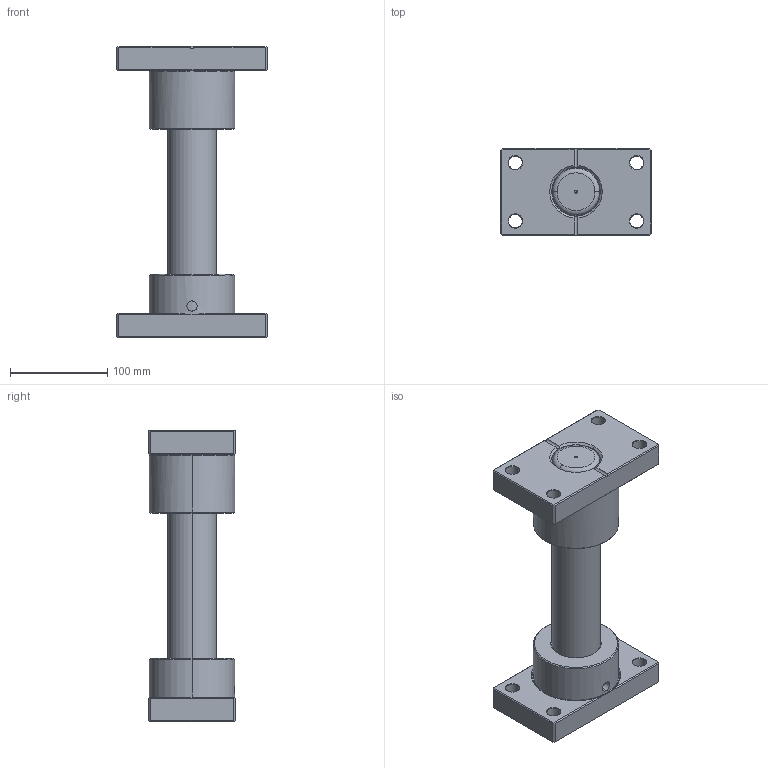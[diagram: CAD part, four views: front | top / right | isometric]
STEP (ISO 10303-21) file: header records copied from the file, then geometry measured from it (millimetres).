
FILE_DESCRIPTION (( 'STEP AP214' ), '1' );
FILE_NAME ('HY-D50-L300.STEP', '2021-09-17T06:41:11', ( 'User' ), ( 'china' ), 'SwSTEP 2.0', 'SolidWorks 2016', '' );
FILE_SCHEMA (( 'AUTOMOTIVE_DESIGN' ));
Length unit declared in the file: millimetre
Products named in the file (4): SZB-D50; MGP-D50-L300; MGH-D50; HY-D50-L300
Assembly tree (3 placements, depth 2):
  HY-D50-L300
    MGH-D50
    MGP-D50-L300
    SZB-D50
Bounding box: 155 x 90 x 300 mm (x, y, z)
Volume: 1559824.2 mm3; surface area: 179265.2 mm2
Topology: 3 solids, 3 shells, 200 faces, 464 edges, 267 vertices
Faces by surface type: plane 74, cone 55, cylinder 52, torus 15, bspline 4
Entity records: 6065 total; most frequent: CARTESIAN_POINT 1293, DIRECTION 1023, ORIENTED_EDGE 916, EDGE_CURVE 458, AXIS2_PLACEMENT_3D 383, VERTEX_POINT 267, VECTOR 257, LINE 257
